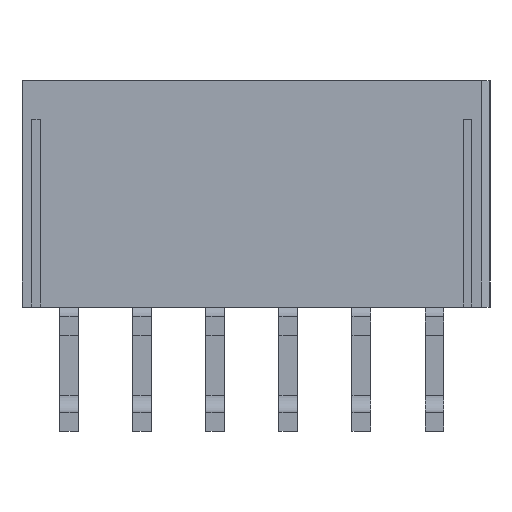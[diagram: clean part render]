
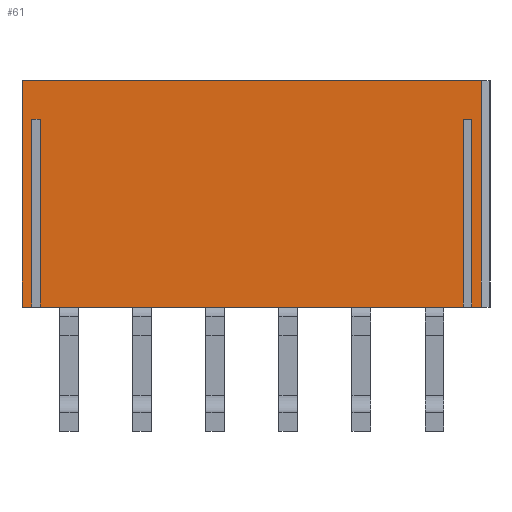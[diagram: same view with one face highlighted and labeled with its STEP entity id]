
A CAD part, front view. The second image highlights one B-rep face of the part: STEP entity #61.
In plain terms, the highlighted planar face has unit normal (0, -1, 0).
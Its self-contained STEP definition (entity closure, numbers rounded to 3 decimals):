
#61=ADVANCED_FACE('',(#353),#354,.T.);
#353=FACE_OUTER_BOUND('',#893,.T.);
#354=PLANE('',#894);
#893=EDGE_LOOP('',(#1616,#1617,#1618,#1619,#1620,#1621,#1622,#1623,#1624,#1625,#1626,#1627));
#894=AXIS2_PLACEMENT_3D('',#1628,#1629,#1630);
#1616=ORIENTED_EDGE('',*,*,#3571,.F.);
#1617=ORIENTED_EDGE('',*,*,#3499,.T.);
#1618=ORIENTED_EDGE('',*,*,#3489,.F.);
#1619=ORIENTED_EDGE('',*,*,#3423,.F.);
#1620=ORIENTED_EDGE('',*,*,#3570,.T.);
#1621=ORIENTED_EDGE('',*,*,#3507,.T.);
#1622=ORIENTED_EDGE('',*,*,#3572,.T.);
#1623=ORIENTED_EDGE('',*,*,#3573,.F.);
#1624=ORIENTED_EDGE('',*,*,#3574,.F.);
#1625=ORIENTED_EDGE('',*,*,#3503,.T.);
#1626=ORIENTED_EDGE('',*,*,#3575,.T.);
#1627=ORIENTED_EDGE('',*,*,#3576,.F.);
#1628=CARTESIAN_POINT('',(-13.2,-4.9,0.0));
#1629=DIRECTION('',(0.0,-1.0,0.0));
#1630=DIRECTION('',(0.0,0.0,-1.0));
#3423=EDGE_CURVE('',#4070,#4072,#4073,.T.);
#3489=EDGE_CURVE('',#4072,#4202,#4203,.T.);
#3499=EDGE_CURVE('',#4217,#4202,#4218,.T.);
#3503=EDGE_CURVE('',#4225,#4223,#4226,.T.);
#3507=EDGE_CURVE('',#4233,#4231,#4234,.T.);
#3570=EDGE_CURVE('',#4070,#4233,#4352,.T.);
#3571=EDGE_CURVE('',#4217,#4353,#4354,.T.);
#3572=EDGE_CURVE('',#4231,#4355,#4356,.T.);
#3573=EDGE_CURVE('',#4357,#4355,#4358,.T.);
#3574=EDGE_CURVE('',#4225,#4357,#4359,.T.);
#3575=EDGE_CURVE('',#4223,#4360,#4361,.T.);
#3576=EDGE_CURVE('',#4353,#4360,#4362,.T.);
#4070=VERTEX_POINT('',#5141);
#4072=VERTEX_POINT('',#5144);
#4073=LINE('',#5145,#5146);
#4202=VERTEX_POINT('',#5339);
#4203=LINE('',#5340,#5341);
#4217=VERTEX_POINT('',#5363);
#4218=LINE('',#5364,#5365);
#4223=VERTEX_POINT('',#5372);
#4225=VERTEX_POINT('',#5375);
#4226=LINE('',#5376,#5377);
#4231=VERTEX_POINT('',#5384);
#4233=VERTEX_POINT('',#5387);
#4234=LINE('',#5388,#5389);
#4352=LINE('',#5569,#5570);
#4353=VERTEX_POINT('',#5571);
#4354=LINE('',#5572,#5573);
#4355=VERTEX_POINT('',#5574);
#4356=LINE('',#5575,#5576);
#4357=VERTEX_POINT('',#5577);
#4358=LINE('',#5578,#5579);
#4359=LINE('',#5580,#5581);
#4360=VERTEX_POINT('',#5582);
#4361=LINE('',#5583,#5584);
#4362=LINE('',#5585,#5586);
#5141=CARTESIAN_POINT('',(-13.2,-4.9,0.0));
#5144=CARTESIAN_POINT('',(13.2,-4.9,0.0));
#5145=CARTESIAN_POINT('',(-13.2,-4.9,0.0));
#5146=VECTOR('',#6787,26.4);
#5339=CARTESIAN_POINT('',(13.2,-4.9,-13.0));
#5340=CARTESIAN_POINT('',(13.2,-4.9,0.0));
#5341=VECTOR('',#6855,13.0);
#5363=CARTESIAN_POINT('',(12.65,-4.9,-13.0));
#5364=CARTESIAN_POINT('',(12.65,-4.9,-13.0));
#5365=VECTOR('',#6867,0.55);
#5372=CARTESIAN_POINT('',(12.15,-4.9,-13.0));
#5375=CARTESIAN_POINT('',(-12.15,-4.9,-13.0));
#5376=CARTESIAN_POINT('',(-12.15,-4.9,-13.0));
#5377=VECTOR('',#6871,24.3);
#5384=CARTESIAN_POINT('',(-12.65,-4.9,-13.0));
#5387=CARTESIAN_POINT('',(-13.2,-4.9,-13.0));
#5388=CARTESIAN_POINT('',(-13.2,-4.9,-13.0));
#5389=VECTOR('',#6875,0.55);
#5569=CARTESIAN_POINT('',(-13.2,-4.9,0.0));
#5570=VECTOR('',#6938,13.0);
#5571=CARTESIAN_POINT('',(12.65,-4.9,-2.2));
#5572=CARTESIAN_POINT('',(12.65,-4.9,-13.0));
#5573=VECTOR('',#6939,10.8);
#5574=CARTESIAN_POINT('',(-12.65,-4.9,-2.2));
#5575=CARTESIAN_POINT('',(-12.65,-4.9,-13.0));
#5576=VECTOR('',#6940,10.8);
#5577=CARTESIAN_POINT('',(-12.15,-4.9,-2.2));
#5578=CARTESIAN_POINT('',(-12.15,-4.9,-2.2));
#5579=VECTOR('',#6941,0.5);
#5580=CARTESIAN_POINT('',(-12.15,-4.9,-13.0));
#5581=VECTOR('',#6942,10.8);
#5582=CARTESIAN_POINT('',(12.15,-4.9,-2.2));
#5583=CARTESIAN_POINT('',(12.15,-4.9,-13.0));
#5584=VECTOR('',#6943,10.8);
#5585=CARTESIAN_POINT('',(12.65,-4.9,-2.2));
#5586=VECTOR('',#6944,0.5);
#6787=DIRECTION('',(1.0,0.0,0.0));
#6855=DIRECTION('',(0.0,0.0,-1.0));
#6867=DIRECTION('',(1.0,0.0,0.0));
#6871=DIRECTION('',(1.0,0.0,0.0));
#6875=DIRECTION('',(1.0,0.0,0.0));
#6938=DIRECTION('',(0.0,0.0,-1.0));
#6939=DIRECTION('',(0.0,0.0,1.0));
#6940=DIRECTION('',(0.0,0.0,1.0));
#6941=DIRECTION('',(-1.0,0.0,0.0));
#6942=DIRECTION('',(0.0,0.0,1.0));
#6943=DIRECTION('',(0.0,0.0,1.0));
#6944=DIRECTION('',(-1.0,0.0,0.0));
